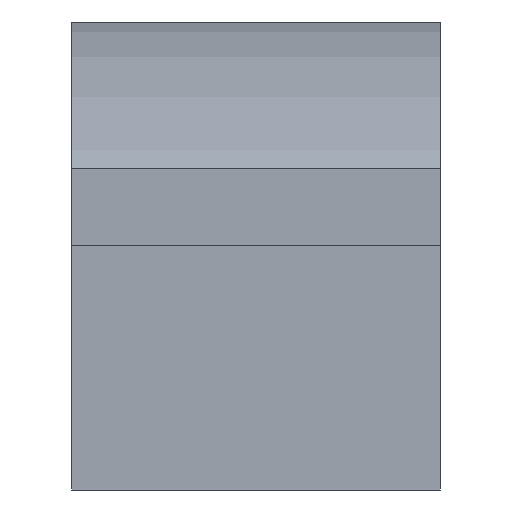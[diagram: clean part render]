
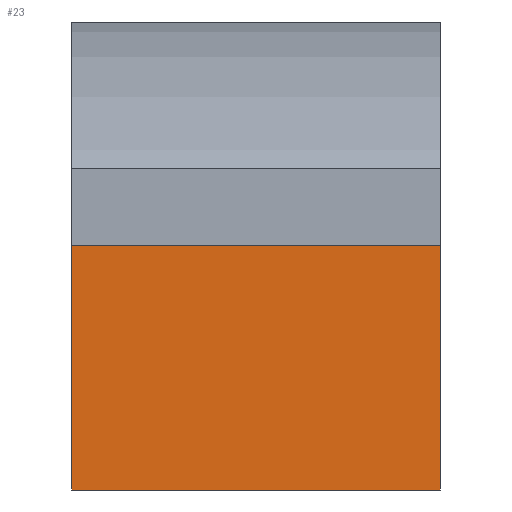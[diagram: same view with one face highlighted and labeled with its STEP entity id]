
A CAD part, front view. The second image highlights one B-rep face of the part: STEP entity #23.
In plain terms, the highlighted planar face has unit normal (0, -1, 0).
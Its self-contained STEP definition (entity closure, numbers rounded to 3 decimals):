
#23=ADVANCED_FACE('',(#49),#409,.T.);
#49=FACE_OUTER_BOUND('',#75,.T.);
#75=EDGE_LOOP('',(#116,#117,#118,#119));
#116=ORIENTED_EDGE('',*,*,#273,.T.);
#117=ORIENTED_EDGE('',*,*,#245,.F.);
#118=ORIENTED_EDGE('',*,*,#241,.F.);
#119=ORIENTED_EDGE('',*,*,#243,.T.);
#241=EDGE_CURVE('',#368,#369,#327,.T.);
#243=EDGE_CURVE('',#368,#386,#329,.T.);
#245=EDGE_CURVE('',#369,#387,#331,.T.);
#273=EDGE_CURVE('',#386,#387,#306,.T.);
#306=B_SPLINE_CURVE_WITH_KNOTS('',1,(#760,#761),.UNSPECIFIED.,.F.,.F.,(2,
2),(0.,9.6),.UNSPECIFIED.);
#327=(
BOUNDED_CURVE()
B_SPLINE_CURVE(1,(#665,#666),.UNSPECIFIED.,.F.,.F.)
B_SPLINE_CURVE_WITH_KNOTS((2,2),(0.,9.6),.UNSPECIFIED.)
CURVE()
GEOMETRIC_REPRESENTATION_ITEM()
RATIONAL_B_SPLINE_CURVE((1.,1.))
REPRESENTATION_ITEM('')
);
#329=(
BOUNDED_CURVE()
B_SPLINE_CURVE(2,(#674,#675,#676),.UNSPECIFIED.,.F.,.F.)
B_SPLINE_CURVE_WITH_KNOTS((3,3),(-100.244,-93.858),
 .UNSPECIFIED.)
CURVE()
GEOMETRIC_REPRESENTATION_ITEM()
RATIONAL_B_SPLINE_CURVE((1.,1.,1.))
REPRESENTATION_ITEM('')
);
#331=(
BOUNDED_CURVE()
B_SPLINE_CURVE(2,(#679,#680,#681),.UNSPECIFIED.,.F.,.F.)
B_SPLINE_CURVE_WITH_KNOTS((3,3),(-100.244,-93.858),
 .UNSPECIFIED.)
CURVE()
GEOMETRIC_REPRESENTATION_ITEM()
RATIONAL_B_SPLINE_CURVE((1.,1.,1.))
REPRESENTATION_ITEM('')
);
#368=VERTEX_POINT('',#606);
#369=VERTEX_POINT('',#607);
#386=VERTEX_POINT('',#624);
#387=VERTEX_POINT('',#625);
#409=PLANE('',#517);
#517=AXIS2_PLACEMENT_3D('',#575,#546,$);
#546=DIRECTION('',(0.,-1.,0.));
#575=CARTESIAN_POINT('',(2.995,-15.942,-68.387));
#606=CARTESIAN_POINT('',(2.995,-15.942,-68.387));
#607=CARTESIAN_POINT('',(-6.605,-15.942,-68.387));
#624=CARTESIAN_POINT('',(2.995,-15.942,-62.));
#625=CARTESIAN_POINT('',(-6.605,-15.942,-62.));
#665=CARTESIAN_POINT('',(2.995,-15.942,-68.387));
#666=CARTESIAN_POINT('',(-6.605,-15.942,-68.387));
#674=CARTESIAN_POINT('',(2.995,-15.942,-68.387));
#675=CARTESIAN_POINT('',(2.995,-15.942,-65.193));
#676=CARTESIAN_POINT('',(2.995,-15.942,-62.));
#679=CARTESIAN_POINT('',(-6.605,-15.942,-68.387));
#680=CARTESIAN_POINT('',(-6.605,-15.942,-65.193));
#681=CARTESIAN_POINT('',(-6.605,-15.942,-62.));
#760=CARTESIAN_POINT('',(2.995,-15.942,-62.));
#761=CARTESIAN_POINT('',(-6.605,-15.942,-62.));
